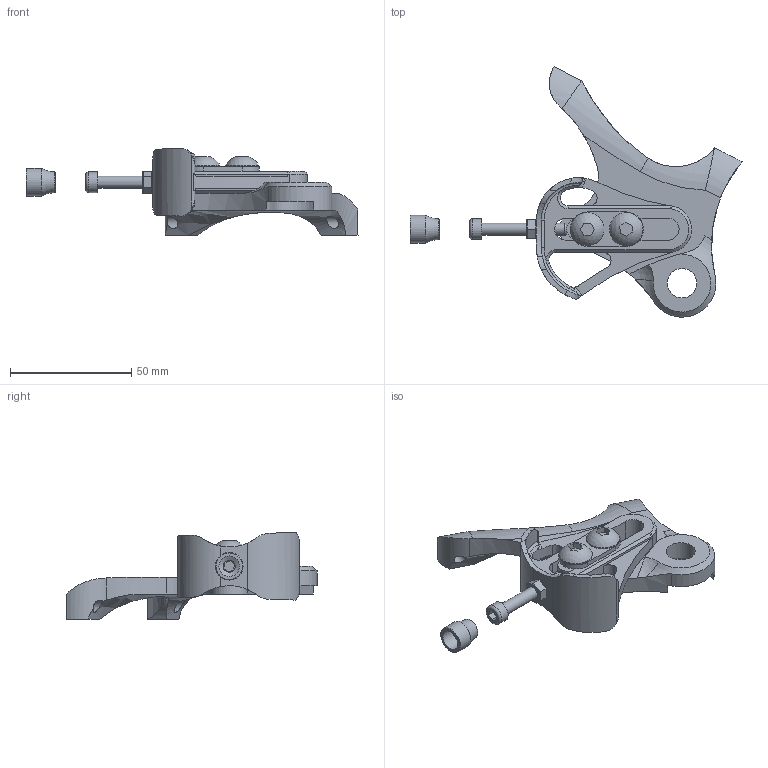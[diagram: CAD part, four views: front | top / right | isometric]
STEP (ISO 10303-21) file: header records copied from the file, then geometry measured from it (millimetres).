
FILE_DESCRIPTION (( 'STEP AP214' ), '1' );
FILE_NAME ('DR4027 flange.STEP', '2013-09-12T18:31:05', ( '' ), ( '' ), 'SwSTEP 2.0', 'SolidWorks 2012', '' );
FILE_SCHEMA (( 'AUTOMOTIVE_DESIGN' ));
Length unit declared in the file: inch
Products named in the file (8): DS0001; DR4027; MS5001; MS2016; MS2013; MS2012; MS1013; DR4027 flange
Assembly tree (8 placements, depth 2):
  DR4027 flange
    MS1013
    MS2012  x2
    MS2013
    MS2016
    MS5001
    DR4027
    DS0001
Bounding box: 136.99 x 103.28 x 35.87 mm (x, y, z)
Volume: 44295.7 mm3; surface area: 23785.3 mm2
Topology: 8 solids, 8 shells, 228 faces, 589 edges, 377 vertices
Faces by surface type: cylinder 88, plane 81, cone 20, bspline 20, torus 16, sphere 3
Full cylindrical faces by diameter (mm): 4.216 x1, 5 x3, 5.029 x2, 7.925 x2, 8 x2, 8.3 x2, 8.5 x2, 11.4 x1, 12.125 x1, 13.7 x2
Entity records: 8859 total; most frequent: CARTESIAN_POINT 3676, ORIENTED_EDGE 1060, DIRECTION 880, EDGE_CURVE 530, VERTEX_POINT 353, AXIS2_PLACEMENT_3D 351, EDGE_LOOP 267, FACE_OUTER_BOUND 238
